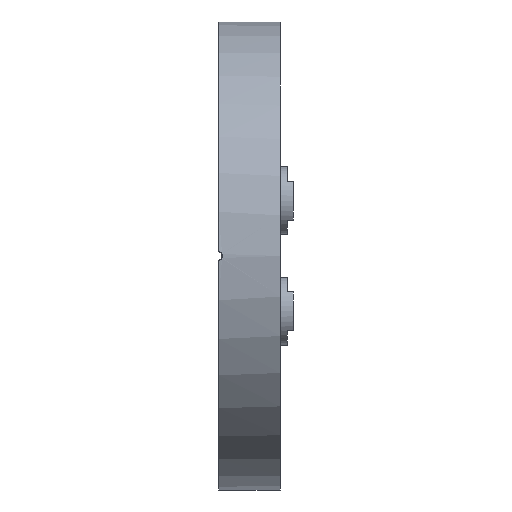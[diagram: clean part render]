
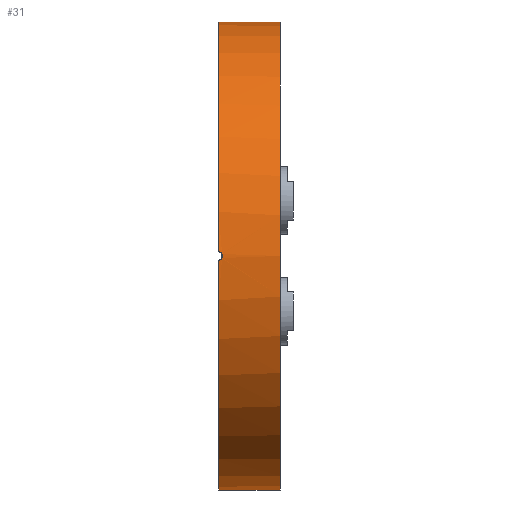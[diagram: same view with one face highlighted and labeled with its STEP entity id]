
A CAD part, left-side view. The second image highlights one B-rep face of the part: STEP entity #31.
In plain terms, the highlighted cylindrical face has radius 57.15 mm (diameter 114.3 mm), a partial arc.
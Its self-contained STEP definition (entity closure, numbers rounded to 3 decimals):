
#31 = ADVANCED_FACE ( 'NONE', ( #8314 ), #1763, .T. ) ;
#56 = ORIENTED_EDGE ( 'NONE', *, *, #348, .T. ) ;
#58 = DIRECTION ( 'NONE',  ( 0., 1., 0. ) ) ;
#265 = CIRCLE ( 'NONE', #2414, 57.15 ) ;
#348 = EDGE_CURVE ( 'NONE', #8949, #10560, #10346, .T. ) ;
#418 = CARTESIAN_POINT ( 'NONE',  ( 0., -15., 57.15 ) ) ;
#482 = AXIS2_PLACEMENT_3D ( 'NONE', #3484, #10022, #10200 ) ;
#587 = EDGE_LOOP ( 'NONE', ( #7801, #8408, #3892, #762, #56, #11041 ) ) ;
#593 = CARTESIAN_POINT ( 'NONE',  ( -57.15, -1., 0.131 ) ) ;
#762 = ORIENTED_EDGE ( 'NONE', *, *, #4484, .F. ) ;
#1385 = CARTESIAN_POINT ( 'NONE',  ( -57.15, -0.974, 0.263 ) ) ;
#1392 = CARTESIAN_POINT ( 'NONE',  ( -57.141, 0., 1. ) ) ;
#1444 = CARTESIAN_POINT ( 'NONE',  ( -57.15, -0.974, -0.261 ) ) ;
#1661 = VECTOR ( 'NONE', #9706, 1000. ) ;
#1763 = CYLINDRICAL_SURFACE ( 'NONE', #482, 57.15 ) ;
#1829 = AXIS2_PLACEMENT_3D ( 'NONE', #2969, #4668, #9284 ) ;
#2074 = VECTOR ( 'NONE', #7094, 1000. ) ;
#2113 = CARTESIAN_POINT ( 'NONE',  ( -57.141, 0., -1. ) ) ;
#2239 = VERTEX_POINT ( 'NONE', #4713 ) ;
#2256 = CARTESIAN_POINT ( 'NONE',  ( -57.144, -0.615, 0.799 ) ) ;
#2318 = CARTESIAN_POINT ( 'NONE',  ( -57.141, -0.264, -1. ) ) ;
#2414 = AXIS2_PLACEMENT_3D ( 'NONE', #4651, #2832, #6437 ) ;
#2832 = DIRECTION ( 'NONE',  ( 0., 1., 0. ) ) ;
#2969 = CARTESIAN_POINT ( 'NONE',  ( 0., 0., 0. ) ) ;
#3111 = CARTESIAN_POINT ( 'NONE',  ( 0., -15., 57.15 ) ) ;
#3484 = CARTESIAN_POINT ( 'NONE',  ( 0., -15., 0. ) ) ;
#3508 = LINE ( 'NONE', #11676, #2074 ) ;
#3892 = ORIENTED_EDGE ( 'NONE', *, *, #10257, .T. ) ;
#4313 = CARTESIAN_POINT ( 'NONE',  ( -57.15, -1., -0.13 ) ) ;
#4484 = EDGE_CURVE ( 'NONE', #8949, #8495, #265, .T. ) ;
#4651 = CARTESIAN_POINT ( 'NONE',  ( 0., 0., 0. ) ) ;
#4668 = DIRECTION ( 'NONE',  ( 0., 1., 0. ) ) ;
#4713 = CARTESIAN_POINT ( 'NONE',  ( 0., -15., -57.15 ) ) ;
#4927 = VERTEX_POINT ( 'NONE', #8268 ) ;
#4932 = CIRCLE ( 'NONE', #1829, 57.15 ) ;
#5054 = CARTESIAN_POINT ( 'NONE',  ( -57.143, -0.504, 0.874 ) ) ;
#6389 = EDGE_CURVE ( 'NONE', #2239, #6622, #10912, .T. ) ;
#6437 = DIRECTION ( 'NONE',  ( 0., 0., 1. ) ) ;
#6536 = CARTESIAN_POINT ( 'NONE',  ( 0., -15., 0. ) ) ;
#6604 = DIRECTION ( 'NONE',  ( 0., 0., 1. ) ) ;
#6622 = VERTEX_POINT ( 'NONE', #3111 ) ;
#6892 = CARTESIAN_POINT ( 'NONE',  ( -57.141, 0., 1. ) ) ;
#7094 = DIRECTION ( 'NONE',  ( 0., 1., 0. ) ) ;
#7801 = ORIENTED_EDGE ( 'NONE', *, *, #10901, .F. ) ;
#8003 = CARTESIAN_POINT ( 'NONE',  ( -57.147, -0.799, 0.615 ) ) ;
#8057 = LINE ( 'NONE', #418, #1661 ) ;
#8268 = CARTESIAN_POINT ( 'NONE',  ( 0., 0., -57.15 ) ) ;
#8314 = FACE_OUTER_BOUND ( 'NONE', #587, .T. ) ;
#8392 = EDGE_CURVE ( 'NONE', #4927, #10560, #4932, .T. ) ;
#8408 = ORIENTED_EDGE ( 'NONE', *, *, #6389, .T. ) ;
#8495 = VERTEX_POINT ( 'NONE', #10192 ) ;
#8807 = CARTESIAN_POINT ( 'NONE',  ( -57.148, -0.874, 0.503 ) ) ;
#8860 = CARTESIAN_POINT ( 'NONE',  ( -57.141, 0., -1. ) ) ;
#8949 = VERTEX_POINT ( 'NONE', #1392 ) ;
#9284 = DIRECTION ( 'NONE',  ( 0., 0., 1. ) ) ;
#9706 = DIRECTION ( 'NONE',  ( 0., 1., 0. ) ) ;
#9763 = CARTESIAN_POINT ( 'NONE',  ( -57.142, -0.262, 0.974 ) ) ;
#10022 = DIRECTION ( 'NONE',  ( 0., 1., 0. ) ) ;
#10192 = CARTESIAN_POINT ( 'NONE',  ( 0., 0., 57.15 ) ) ;
#10200 = DIRECTION ( 'NONE',  ( 0., 0., 1. ) ) ;
#10257 = EDGE_CURVE ( 'NONE', #6622, #8495, #8057, .T. ) ;
#10346 = B_SPLINE_CURVE_WITH_KNOTS ( 'NONE', 3,
 ( #6892, #10617, #9763, #5054, #2256, #8003, #8807, #1385, #593, #4313, #1444, #10746, #11596, #11777, #2318, #8860 ),
 .UNSPECIFIED., .F., .F.,
 ( 4, 2, 2, 2, 2, 2, 2, 4 ),
 ( 0., 0., 0.001, 0.001, 0.002, 0.002, 0.002, 0.003 ),
 .UNSPECIFIED. ) ;
#10560 = VERTEX_POINT ( 'NONE', #2113 ) ;
#10617 = CARTESIAN_POINT ( 'NONE',  ( -57.141, -0.132, 1. ) ) ;
#10746 = CARTESIAN_POINT ( 'NONE',  ( -57.148, -0.874, -0.503 ) ) ;
#10901 = EDGE_CURVE ( 'NONE', #2239, #4927, #3508, .T. ) ;
#10912 = CIRCLE ( 'NONE', #11879, 57.15 ) ;
#11041 = ORIENTED_EDGE ( 'NONE', *, *, #8392, .F. ) ;
#11596 = CARTESIAN_POINT ( 'NONE',  ( -57.147, -0.801, -0.613 ) ) ;
#11676 = CARTESIAN_POINT ( 'NONE',  ( 0., -15., -57.15 ) ) ;
#11777 = CARTESIAN_POINT ( 'NONE',  ( -57.143, -0.521, -0.893 ) ) ;
#11879 = AXIS2_PLACEMENT_3D ( 'NONE', #6536, #58, #6604 ) ;
